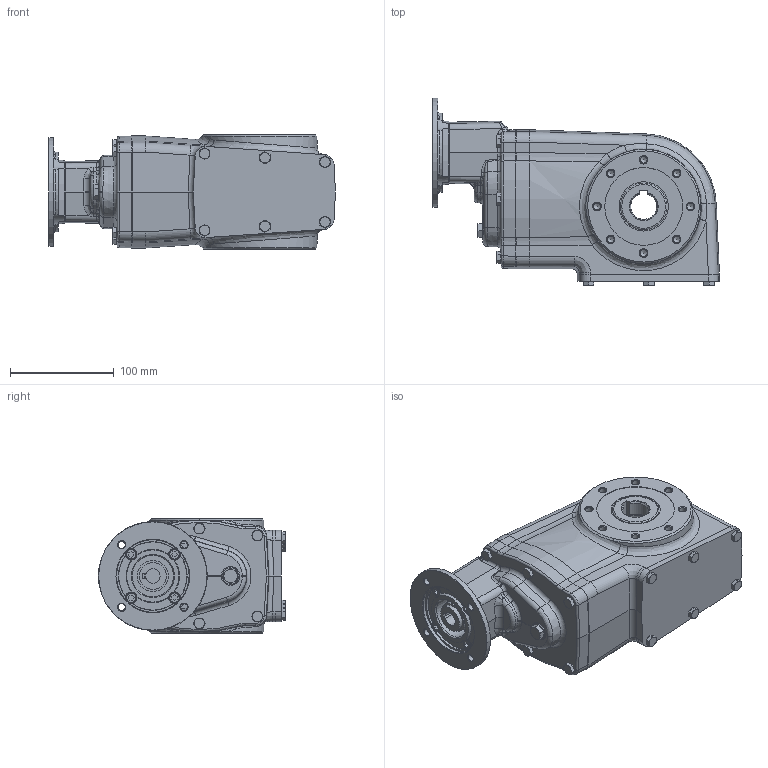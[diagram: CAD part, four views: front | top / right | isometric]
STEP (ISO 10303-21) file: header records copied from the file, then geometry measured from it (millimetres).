
FILE_DESCRIPTION(/* description */ ('Unknown'),/* implementation_level */ '2;1');
FILE_NAME(/* name */ '_P_X43N_I_xxx_-C_FB_N_-Q_B3_-C_',/* time_stamp */ '2025-09-24T09:16:23+02:00',/* author */ ('Unknown'),/* organization */ ('Unknown'),/* preprocessor_version */ 'ST-DEVELOPER v18.104',/* originating_system */ 'Solid Edge',/* authorisation */ 'Unknown');
FILE_SCHEMA (('AUTOMOTIVE_DESIGN {1 0 10303 214 3 1 1}'));
Length unit declared in the file: millimetre
Products named in the file (6): _P_X43N_I_xxx_-C_FB_N_-Q_B3_-C_; _B_X43N_I_xxx_-C_FB_N__oa_0; C355092P; I504045; VTBIM06x14
Assembly tree (8 placements, depth 3):
  _P_X43N_I_xxx_-C_FB_N_-Q_B3_-C_
    _B_X43N_I_xxx_-C_FB_N__oa_0
    C355092P
    I504045
      I504045
      VTBIM06x14  x4
Bounding box: 276.5 x 180.5 x 110 mm (x, y, z)
Volume: 2897940.5 mm3; surface area: 179010 mm2
Topology: 7 solids, 7 shells, 765 faces, 1814 edges, 1115 vertices
Faces by surface type: plane 282, cylinder 191, cone 162, bspline 80, torus 50
Full cylindrical faces by diameter (mm): 4.917 x8, 6 x4, 6.5 x4, 6.647 x32, 7 x4, 8.9 x12, 10 x4, 11 x4, 16.6 x1, 16.662 x1, 18 x1, 24.95 x1, 25 x1, 26 x1, 30 x1, 40 x1, 47 x3, 47.5 x2, 51.78 x1, 51.8 x1, 70 x1, 75 x2, 105 x1
Entity records: 25314 total; most frequent: CARTESIAN_POINT 5620, DIRECTION 3112, ORIENTED_EDGE 2964, EDGE_CURVE 1482, AXIS2_PLACEMENT_3D 1307, VERTEX_POINT 998, FACE_BOUND 970, EDGE_LOOP 954
